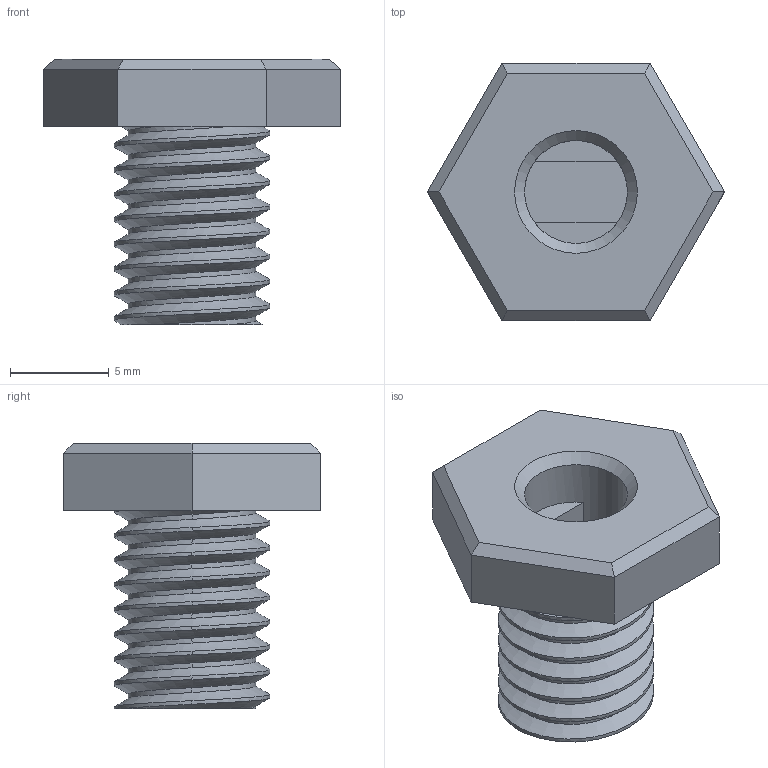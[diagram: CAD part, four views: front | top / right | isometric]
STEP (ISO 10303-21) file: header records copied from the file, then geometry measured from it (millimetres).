
FILE_DESCRIPTION(/* description */ (''),/* implementation_level */ '2;1');
FILE_NAME(/* name */ 'motor-axis-screw.step',/* time_stamp */ '2021-12-27T14:45:22+02:00',/* author */ (''),/* organization */ (''),/* preprocessor_version */ 'ST-DEVELOPER v18.1',/* originating_system */ 'Autodesk Translation Framework v10.10.0.1391',/* authorisation */ '');
FILE_SCHEMA (('AUTOMOTIVE_DESIGN { 1 0 10303 214 3 1 1 }'));
Length unit declared in the file: millimetre
Products named in the file (1): telescope
Bounding box: 15 x 12.99 x 13.4 mm (x, y, z)
Volume: 739.4 mm3; surface area: 934.5 mm2
Topology: 1 solids, 1 shells, 42 faces, 107 edges, 69 vertices
Faces by surface type: plane 20, cylinder 19, bspline 2, cone 1
Full cylindrical faces by diameter (mm): 5.2 x1, 6.446 x2, 7.866 x4
Entity records: 2520 total; most frequent: CARTESIAN_POINT 1557, ORIENTED_EDGE 214, DIRECTION 160, EDGE_CURVE 107, VERTEX_POINT 69, LINE 56, VECTOR 56, AXIS2_PLACEMENT_3D 52
